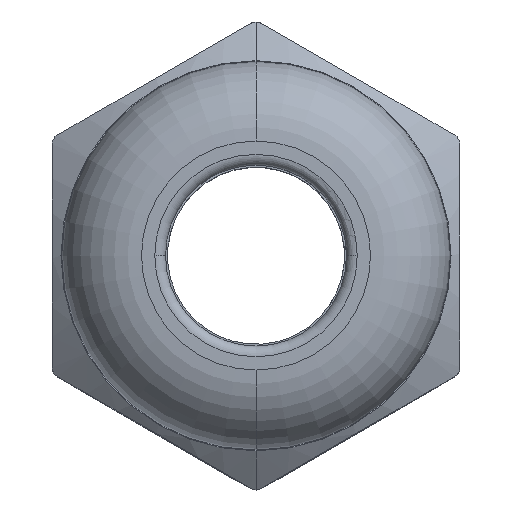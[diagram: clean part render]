
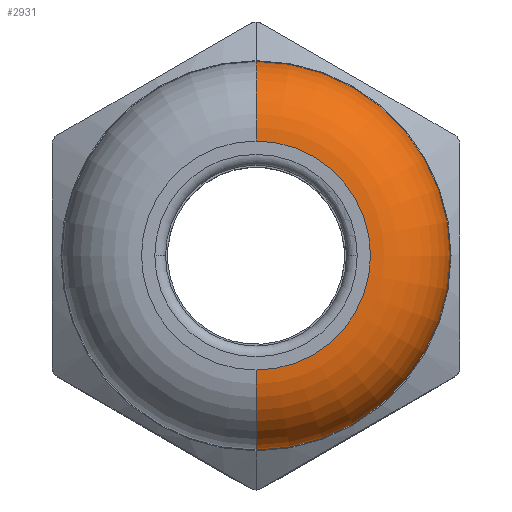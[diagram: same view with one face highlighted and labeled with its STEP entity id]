
A CAD part, top view. The second image highlights one B-rep face of the part: STEP entity #2931.
In plain terms, the highlighted toroidal (fillet/blend) face has major radius 5.334 mm and minor radius 3.711 mm.
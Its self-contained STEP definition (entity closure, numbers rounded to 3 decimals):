
#2866=AXIS2_PLACEMENT_3D('Circle Axis2P3D',#2864,#2865,$) ;
#2904=AXIS2_PLACEMENT_3D('Torus Axis2P3D',#2901,#2902,#2903) ;
#2908=AXIS2_PLACEMENT_3D('Circle Axis2P3D',#2906,#2907,$) ;
#2915=AXIS2_PLACEMENT_3D('Circle Axis2P3D',#2913,#2914,$) ;
#2922=AXIS2_PLACEMENT_3D('Circle Axis2P3D',#2920,#2921,$) ;
#2864=CARTESIAN_POINT('Axis2P3D Location',(9.5,10.892,34.5)) ;
#2868=CARTESIAN_POINT('Vertex',(9.5,16.226,34.5)) ;
#2870=CARTESIAN_POINT('Vertex',(9.5,5.558,34.5)) ;
#2901=CARTESIAN_POINT('Axis2P3D Location',(9.5,10.892,30.789)) ;
#2906=CARTESIAN_POINT('Axis2P3D Location',(9.5,16.226,30.789)) ;
#2910=CARTESIAN_POINT('Vertex',(9.5,19.937,30.789)) ;
#2913=CARTESIAN_POINT('Axis2P3D Location',(9.5,5.558,30.789)) ;
#2917=CARTESIAN_POINT('Vertex',(9.5,1.847,30.789)) ;
#2920=CARTESIAN_POINT('Axis2P3D Location',(9.5,10.892,30.789)) ;
#2865=DIRECTION('Axis2P3D Direction',(0.,0.,1.)) ;
#2902=DIRECTION('Axis2P3D Direction',(0.,0.,1.)) ;
#2903=DIRECTION('Axis2P3D XDirection',(0.,-1.,0.)) ;
#2907=DIRECTION('Axis2P3D Direction',(1.,0.,0.)) ;
#2914=DIRECTION('Axis2P3D Direction',(-1.,0.,0.)) ;
#2921=DIRECTION('Axis2P3D Direction',(0.,0.,1.)) ;
#2926=ORIENTED_EDGE('',*,*,#2912,.T.) ;
#2927=ORIENTED_EDGE('',*,*,#2872,.T.) ;
#2928=ORIENTED_EDGE('',*,*,#2919,.F.) ;
#2929=ORIENTED_EDGE('',*,*,#2924,.F.) ;
#2931=ADVANCED_FACE('Hauptk\X2\00F6\X0\rper',(#2930),#2905,.T.) ;
#2867=CIRCLE('generated circle',#2866,5.334) ;
#2909=CIRCLE('generated circle',#2908,3.711) ;
#2916=CIRCLE('generated circle',#2915,3.711) ;
#2923=CIRCLE('generated circle',#2922,9.045) ;
#2905=TOROIDAL_SURFACE('homeo Torus',#2904,5.334,3.711) ;
#2872=EDGE_CURVE('',#2869,#2871,#2867,.F.) ;
#2912=EDGE_CURVE('',#2911,#2869,#2909,.T.) ;
#2919=EDGE_CURVE('',#2918,#2871,#2916,.T.) ;
#2924=EDGE_CURVE('',#2911,#2918,#2923,.F.) ;
#2925=EDGE_LOOP('',(#2926,#2927,#2928,#2929)) ;
#2930=FACE_OUTER_BOUND('',#2925,.T.) ;
#2869=VERTEX_POINT('',#2868) ;
#2871=VERTEX_POINT('',#2870) ;
#2911=VERTEX_POINT('',#2910) ;
#2918=VERTEX_POINT('',#2917) ;
